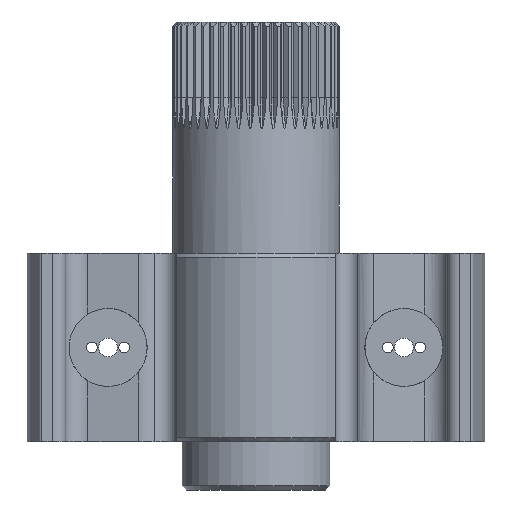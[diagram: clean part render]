
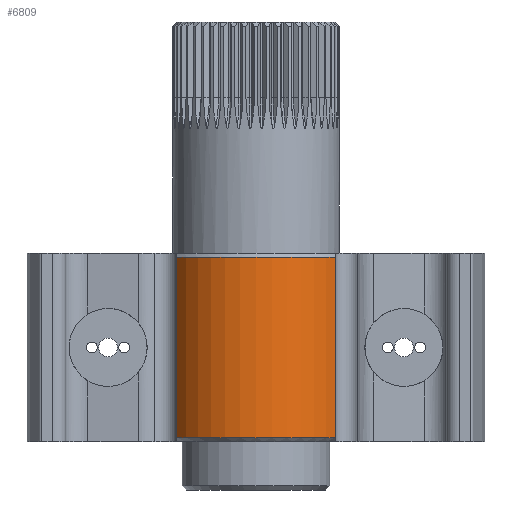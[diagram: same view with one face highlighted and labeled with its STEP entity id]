
A CAD part, front view. The second image highlights one B-rep face of the part: STEP entity #6809.
In plain terms, the highlighted cylindrical face has radius 35 mm (diameter 70 mm), a partial arc.
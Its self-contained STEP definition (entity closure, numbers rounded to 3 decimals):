
#681=LINE('',#13139,#1113);
#682=LINE('',#13142,#1114);
#1113=VECTOR('',#9295,67.);
#1114=VECTOR('',#9298,67.);
#1800=FACE_OUTER_BOUND('',#2207,.T.);
#2207=EDGE_LOOP('',(#6114,#6115,#6116,#6117));
#2548=CIRCLE('',#7505,35.);
#2550=CIRCLE('',#7508,35.);
#3203=VERTEX_POINT('',#13126);
#3204=VERTEX_POINT('',#13130);
#3206=VERTEX_POINT('',#13138);
#3207=VERTEX_POINT('',#13140);
#4192=EDGE_CURVE('',#3203,#3204,#2548,.T.);
#4195=EDGE_CURVE('',#3206,#3203,#681,.T.);
#4196=EDGE_CURVE('',#3207,#3206,#2550,.T.);
#4197=EDGE_CURVE('',#3204,#3207,#682,.T.);
#6114=ORIENTED_EDGE('',*,*,#4192,.F.);
#6115=ORIENTED_EDGE('',*,*,#4195,.F.);
#6116=ORIENTED_EDGE('',*,*,#4196,.F.);
#6117=ORIENTED_EDGE('',*,*,#4197,.F.);
#6416=CYLINDRICAL_SURFACE('',#7507,35.);
#6809=ADVANCED_FACE('',(#1800),#6416,.T.);
#7505=AXIS2_PLACEMENT_3D('',#13131,#9289,#9290);
#7507=AXIS2_PLACEMENT_3D('',#13137,#9293,#9294);
#7508=AXIS2_PLACEMENT_3D('',#13141,#9296,#9297);
#9289=DIRECTION('center_axis',(0.,0.,-1.));
#9290=DIRECTION('ref_axis',(-0.843,-0.538,0.));
#9293=DIRECTION('center_axis',(0.,0.,1.));
#9294=DIRECTION('ref_axis',(-0.843,-0.538,0.));
#9295=DIRECTION('',(0.,0.,-1.));
#9296=DIRECTION('center_axis',(0.,0.,1.));
#9297=DIRECTION('ref_axis',(-0.843,-0.538,0.));
#9298=DIRECTION('',(0.,0.,1.));
#13126=CARTESIAN_POINT('',(29.5,-18.835,-33.5));
#13130=CARTESIAN_POINT('',(-29.5,-18.835,-33.5));
#13131=CARTESIAN_POINT('Origin',(0.,0.,-33.5));
#13137=CARTESIAN_POINT('Origin',(0.,0.,0.));
#13138=CARTESIAN_POINT('',(29.5,-18.835,33.5));
#13139=CARTESIAN_POINT('',(29.5,-18.835,0.));
#13140=CARTESIAN_POINT('',(-29.5,-18.835,33.5));
#13141=CARTESIAN_POINT('Origin',(0.,0.,33.5));
#13142=CARTESIAN_POINT('',(-29.5,-18.835,0.));
